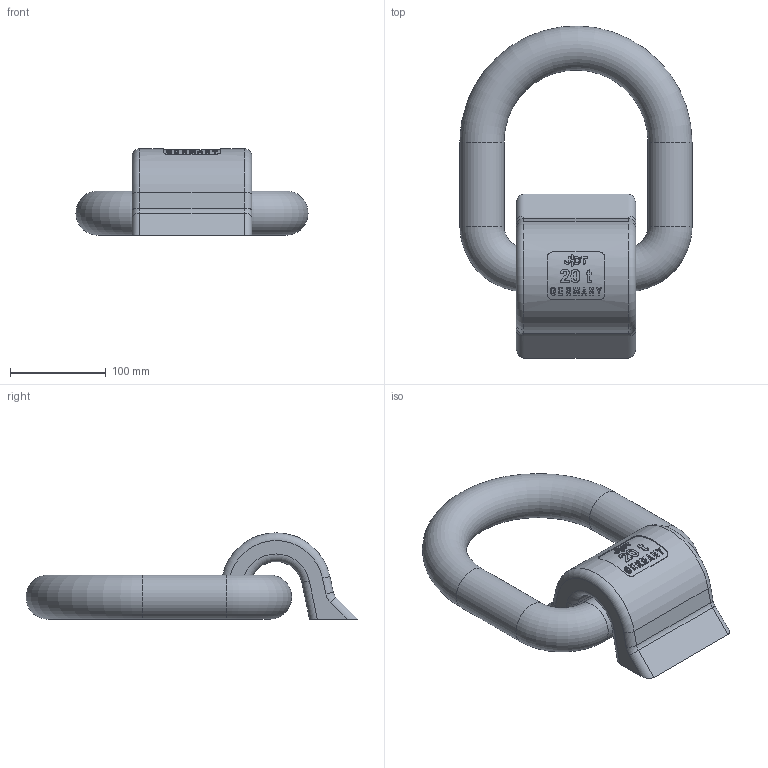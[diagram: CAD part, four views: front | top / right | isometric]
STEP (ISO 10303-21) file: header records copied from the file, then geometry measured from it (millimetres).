
FILE_DESCRIPTION(/* description */ (''),/* implementation_level */ '2;1');
FILE_NAME(/* name */ 'TAPS 20 90°.stp',/* time_stamp */ '2022-05-25T12:15:01+02:00',/* author */ (''),/* organization */ (''),/* preprocessor_version */ 'ST-DEVELOPER v16',/* originating_system */ 'SIEMENS PLM Software NX 11.0',/* authorisation */ '');
FILE_SCHEMA (('AUTOMOTIVE_DESIGN { 1 0 10303 214 3 1 1 1 }'));
Length unit declared in the file: millimetre
Products named in the file (1): CAD79988177Af89f
Bounding box: 242 x 346.1 x 90 mm (x, y, z)
Volume: 2014272.4 mm3; surface area: 181454.7 mm2
Topology: 2 solids, 2 shells, 226 faces, 590 edges, 386 vertices
Faces by surface type: plane 114, cylinder 60, extrusion 41, torus 11
Full cylindrical faces by diameter (mm): 46 x3
Entity records: 8786 total; most frequent: CARTESIAN_POINT 3291, ORIENTED_EDGE 1168, DIRECTION 1043, EDGE_CURVE 584, VERTEX_POINT 386, AXIS2_PLACEMENT_3D 356, VECTOR 331, LINE 290
